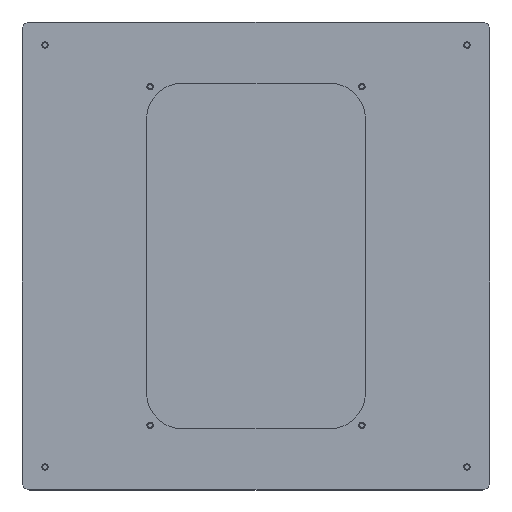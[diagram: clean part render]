
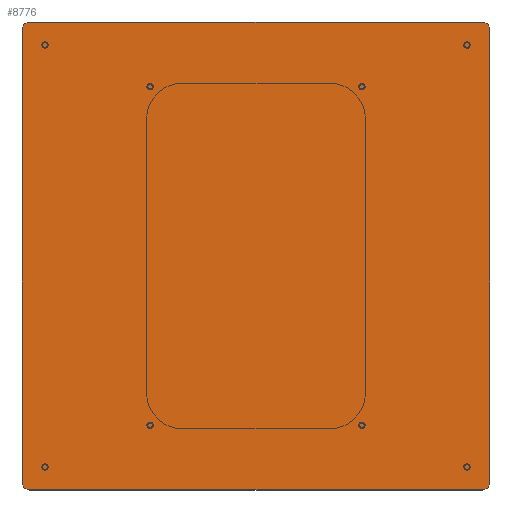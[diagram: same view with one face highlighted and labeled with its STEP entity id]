
A CAD part, top view. The second image highlights one B-rep face of the part: STEP entity #8776.
In plain terms, the highlighted planar face has unit normal (0, 0, 1).
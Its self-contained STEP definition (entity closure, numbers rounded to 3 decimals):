
#1760 = CARTESIAN_POINT ( 'NONE',  ( 10., 10., 10.1 ) ) ;
#2891 = VECTOR ( 'NONE', #17684, 1000. ) ;
#3102 = DIRECTION ( 'NONE',  ( -1., 0., 0. ) ) ;
#3671 = EDGE_CURVE ( 'NONE', #18921, #24968, #31136, .T. ) ;
#3677 = DIRECTION ( 'NONE',  ( 0., -1., 0. ) ) ;
#3887 = VERTEX_POINT ( 'NONE', #8181 ) ;
#4347 = CARTESIAN_POINT ( 'NONE',  ( 0., 10., 10.1 ) ) ;
#5792 = EDGE_LOOP ( 'NONE', ( #15782, #10058, #19750, #14255, #17497, #22422, #28520, #11388 ) ) ;
#6913 = AXIS2_PLACEMENT_3D ( 'NONE', #29953, #30270, #28141 ) ;
#6977 = VERTEX_POINT ( 'NONE', #12146 ) ;
#8181 = CARTESIAN_POINT ( 'NONE',  ( 590., 580., 10.1 ) ) ;
#8257 = CARTESIAN_POINT ( 'NONE',  ( 580., 580., 10.1 ) ) ;
#8363 = VECTOR ( 'NONE', #3677, 1000. ) ;
#8776 = ADVANCED_FACE ( 'NONE', ( #16685 ), #28950, .T. ) ;
#9269 = EDGE_CURVE ( 'NONE', #9415, #18921, #13768, .T. ) ;
#9415 = VERTEX_POINT ( 'NONE', #15427 ) ;
#10058 = ORIENTED_EDGE ( 'NONE', *, *, #3671, .T. ) ;
#10396 = CARTESIAN_POINT ( 'NONE',  ( 10., 0., 10.1 ) ) ;
#11026 = CARTESIAN_POINT ( 'NONE',  ( 0., 580., 10.1 ) ) ;
#11381 = EDGE_CURVE ( 'NONE', #19091, #9415, #25469, .T. ) ;
#11388 = ORIENTED_EDGE ( 'NONE', *, *, #11381, .T. ) ;
#11704 = DIRECTION ( 'NONE',  ( 1., 0., 0. ) ) ;
#12146 = CARTESIAN_POINT ( 'NONE',  ( 590., 10., 10.1 ) ) ;
#12218 = AXIS2_PLACEMENT_3D ( 'NONE', #8257, #25722, #21153 ) ;
#12403 = CARTESIAN_POINT ( 'NONE',  ( 10., 0., 10.1 ) ) ;
#13768 = CIRCLE ( 'NONE', #32046, 10. ) ;
#14255 = ORIENTED_EDGE ( 'NONE', *, *, #29557, .T. ) ;
#15009 = CARTESIAN_POINT ( 'NONE',  ( 0., 580., 10.1 ) ) ;
#15427 = CARTESIAN_POINT ( 'NONE',  ( 10., 590., 10.1 ) ) ;
#15676 = VECTOR ( 'NONE', #25906, 1000. ) ;
#15782 = ORIENTED_EDGE ( 'NONE', *, *, #9269, .T. ) ;
#16081 = EDGE_CURVE ( 'NONE', #24968, #22796, #18725, .T. ) ;
#16685 = FACE_OUTER_BOUND ( 'NONE', #5792, .T. ) ;
#17497 = ORIENTED_EDGE ( 'NONE', *, *, #18000, .T. ) ;
#17684 = DIRECTION ( 'NONE',  ( 0., 1., 0. ) ) ;
#17885 = VECTOR ( 'NONE', #3102, 1000. ) ;
#18000 = EDGE_CURVE ( 'NONE', #27586, #6977, #21494, .T. ) ;
#18397 = LINE ( 'NONE', #10396, #15676 ) ;
#18725 = CIRCLE ( 'NONE', #22363, 10. ) ;
#18748 = CARTESIAN_POINT ( 'NONE',  ( 580., 590., 10.1 ) ) ;
#18921 = VERTEX_POINT ( 'NONE', #15009 ) ;
#19091 = VERTEX_POINT ( 'NONE', #18748 ) ;
#19696 = CARTESIAN_POINT ( 'NONE',  ( 10., 580., 10.1 ) ) ;
#19750 = ORIENTED_EDGE ( 'NONE', *, *, #16081, .T. ) ;
#19965 = LINE ( 'NONE', #23069, #2891 ) ;
#20071 = CARTESIAN_POINT ( 'NONE',  ( 580., 590., 10.1 ) ) ;
#20967 = EDGE_CURVE ( 'NONE', #6977, #3887, #19965, .T. ) ;
#21153 = DIRECTION ( 'NONE',  ( 1., 0., 0. ) ) ;
#21494 = CIRCLE ( 'NONE', #6913, 10. ) ;
#21578 = DIRECTION ( 'NONE',  ( 0., 0., 1. ) ) ;
#22363 = AXIS2_PLACEMENT_3D ( 'NONE', #1760, #31476, #23626 ) ;
#22422 = ORIENTED_EDGE ( 'NONE', *, *, #20967, .T. ) ;
#22796 = VERTEX_POINT ( 'NONE', #12403 ) ;
#23069 = CARTESIAN_POINT ( 'NONE',  ( 590., 10., 10.1 ) ) ;
#23180 = AXIS2_PLACEMENT_3D ( 'NONE', #26481, #21578, #29437 ) ;
#23572 = CARTESIAN_POINT ( 'NONE',  ( 580., 0., 10.1 ) ) ;
#23626 = DIRECTION ( 'NONE',  ( 1., 0., 0. ) ) ;
#24968 = VERTEX_POINT ( 'NONE', #4347 ) ;
#25469 = LINE ( 'NONE', #20071, #17885 ) ;
#25722 = DIRECTION ( 'NONE',  ( 0., 0., 1. ) ) ;
#25871 = EDGE_CURVE ( 'NONE', #3887, #19091, #27334, .T. ) ;
#25906 = DIRECTION ( 'NONE',  ( 1., 0., 0. ) ) ;
#26481 = CARTESIAN_POINT ( 'NONE',  ( 10., 580., 10.1 ) ) ;
#27334 = CIRCLE ( 'NONE', #12218, 10. ) ;
#27586 = VERTEX_POINT ( 'NONE', #23572 ) ;
#28141 = DIRECTION ( 'NONE',  ( 1., 0., 0. ) ) ;
#28520 = ORIENTED_EDGE ( 'NONE', *, *, #25871, .T. ) ;
#28950 = PLANE ( 'NONE',  #23180 ) ;
#29358 = DIRECTION ( 'NONE',  ( 0., 0., 1. ) ) ;
#29437 = DIRECTION ( 'NONE',  ( 1., 0., 0. ) ) ;
#29557 = EDGE_CURVE ( 'NONE', #22796, #27586, #18397, .T. ) ;
#29953 = CARTESIAN_POINT ( 'NONE',  ( 580., 10., 10.1 ) ) ;
#30270 = DIRECTION ( 'NONE',  ( 0., 0., 1. ) ) ;
#31136 = LINE ( 'NONE', #11026, #8363 ) ;
#31476 = DIRECTION ( 'NONE',  ( 0., 0., 1. ) ) ;
#32046 = AXIS2_PLACEMENT_3D ( 'NONE', #19696, #29358, #11704 ) ;
